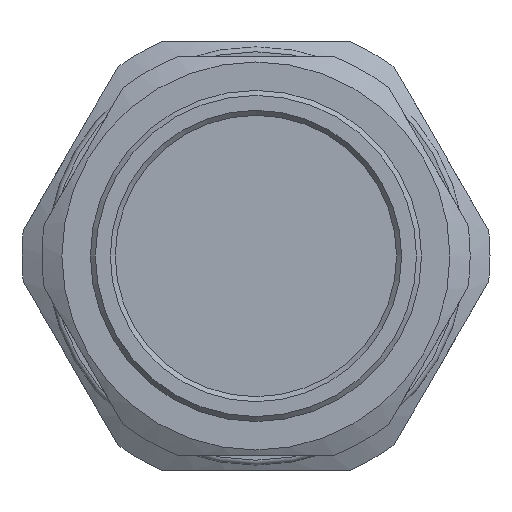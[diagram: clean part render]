
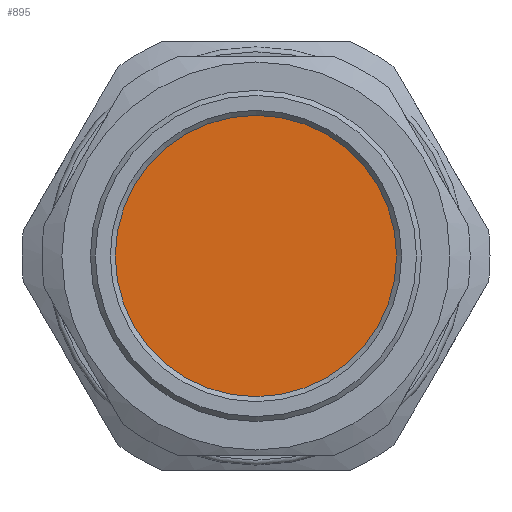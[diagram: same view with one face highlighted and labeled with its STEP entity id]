
A CAD part, front view. The second image highlights one B-rep face of the part: STEP entity #895.
In plain terms, the highlighted planar face has unit normal (0, -1, 0).
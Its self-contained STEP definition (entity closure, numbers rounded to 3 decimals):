
#222=FACE_OUTER_BOUND('',#279,.T.);
#279=EDGE_LOOP('',(#622));
#341=CIRCLE('',#979,14.12);
#403=VERTEX_POINT('',#1437);
#488=EDGE_CURVE('',#403,#403,#341,.T.);
#622=ORIENTED_EDGE('',*,*,#488,.T.);
#873=PLANE('',#978);
#895=ADVANCED_FACE('',(#222),#873,.F.);
#978=AXIS2_PLACEMENT_3D('',#1436,#1101,#1102);
#979=AXIS2_PLACEMENT_3D('',#1438,#1103,#1104);
#1101=DIRECTION('center_axis',(0.,1.,0.));
#1102=DIRECTION('ref_axis',(0.,0.,1.));
#1103=DIRECTION('center_axis',(0.,-1.,0.));
#1104=DIRECTION('ref_axis',(-1.,0.,0.));
#1436=CARTESIAN_POINT('Origin',(201.353,25.077,177.166));
#1437=CARTESIAN_POINT('',(215.473,25.077,177.166));
#1438=CARTESIAN_POINT('Origin',(201.353,25.077,177.166));
